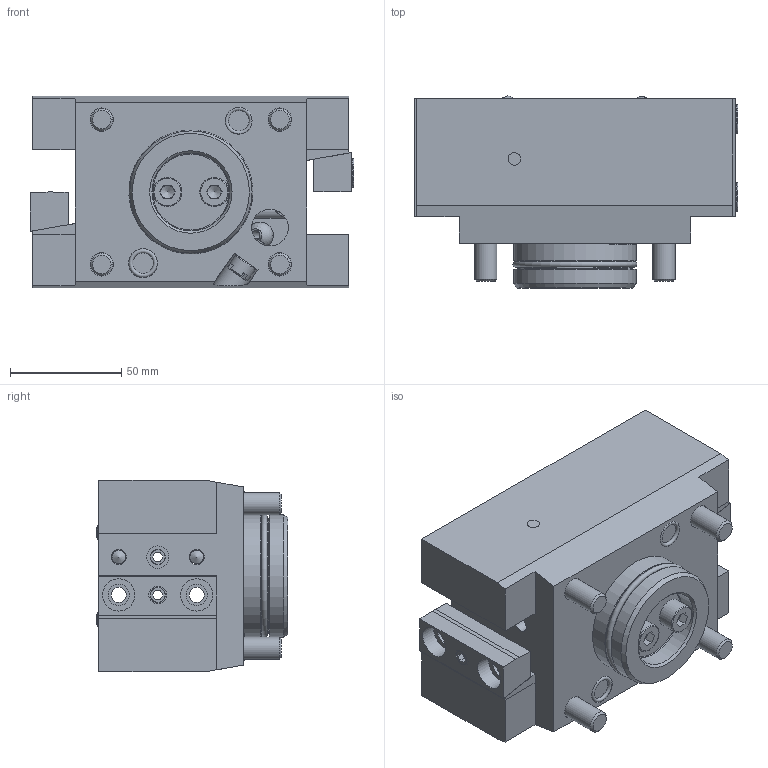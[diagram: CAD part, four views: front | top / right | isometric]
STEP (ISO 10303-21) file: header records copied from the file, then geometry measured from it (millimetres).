
FILE_DESCRIPTION (( 'STEP AP214' ), '1' );
FILE_NAME ('KM55-00-0002.STEP', '2021-03-15T16:29:36', ( '' ), ( '' ), 'SwSTEP 2.0', 'SolidWorks 2016', '' );
FILE_SCHEMA (( 'AUTOMOTIVE_DESIGN' ));
Length unit declared in the file: millimetre
Products named in the file (1): KM55-00-0002
Bounding box: 145.27 x 86.23 x 86.01 mm (x, y, z)
Surface area: 96671.5 mm2 (no closed solid volume)
Topology: 0 solids, 55 shells, 393 faces, 1151 edges, 783 vertices
Faces by surface type: plane 262, cylinder 66, cone 48, torus 13, sphere 4
Full cylindrical faces by diameter (mm): 4 x2, 4.2 x4, 5 x2, 6 x5, 6.5 x2, 6.8 x6, 9.5 x2, 10 x4, 10.132 x1, 10.5 x2, 11 x1, 11.57 x4, 12 x4, 13 x5, 14.5 x4, 16.5 x1, 17 x4, 35 x1, 51.5 x1, 54.9 x2
Entity records: 16654 total; most frequent: CARTESIAN_POINT 2540, DIRECTION 2057, ORIENTED_EDGE 1647, EDGE_CURVE 995, VERTEX_POINT 742, AXIS2_PLACEMENT_3D 710, LINE 637, VECTOR 637
